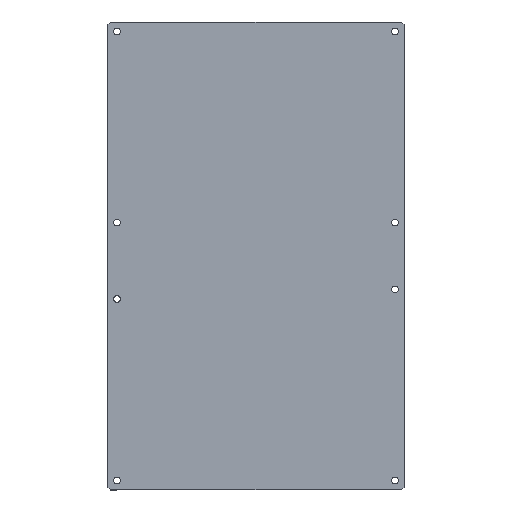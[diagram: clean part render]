
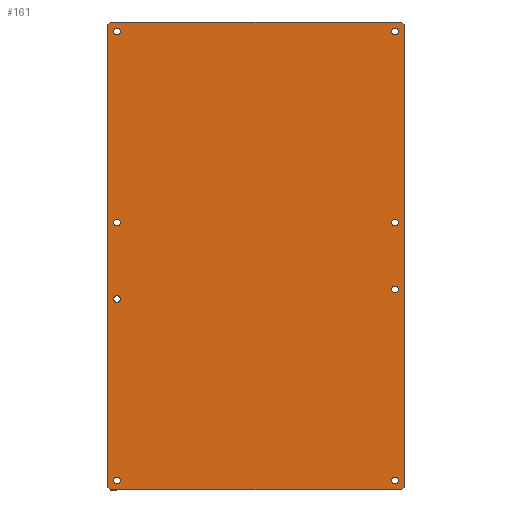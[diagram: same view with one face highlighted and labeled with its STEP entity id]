
A CAD part, top view. The second image highlights one B-rep face of the part: STEP entity #161.
In plain terms, the highlighted planar face has unit normal (0, 0, 1).
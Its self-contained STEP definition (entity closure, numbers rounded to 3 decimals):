
#103=FACE_BOUND('',#197,.T.);
#104=FACE_BOUND('',#198,.T.);
#105=FACE_BOUND('',#199,.T.);
#106=FACE_BOUND('',#200,.T.);
#107=FACE_BOUND('',#201,.T.);
#108=FACE_BOUND('',#202,.T.);
#109=FACE_BOUND('',#203,.T.);
#110=FACE_BOUND('',#204,.T.);
#111=FACE_BOUND('',#205,.T.);
#137=CIRCLE('',#440,3.5);
#138=CIRCLE('',#441,3.5);
#139=CIRCLE('',#442,3.5);
#140=CIRCLE('',#443,3.5);
#141=CIRCLE('',#444,3.5);
#142=CIRCLE('',#445,3.5);
#143=CIRCLE('',#446,3.5);
#144=CIRCLE('',#447,3.5);
#161=ADVANCED_FACE('',(#103,#104,#105,#106,#107,#108,#109,#110,#111),#179,
 .F.);
#179=PLANE('',#448);
#197=EDGE_LOOP('',(#263));
#198=EDGE_LOOP('',(#264));
#199=EDGE_LOOP('',(#265));
#200=EDGE_LOOP('',(#266));
#201=EDGE_LOOP('',(#267));
#202=EDGE_LOOP('',(#268));
#203=EDGE_LOOP('',(#269));
#204=EDGE_LOOP('',(#270));
#205=EDGE_LOOP('',(#271,#272,#273,#274,#275,#276,#277,#278));
#263=ORIENTED_EDGE('',*,*,#367,.T.);
#264=ORIENTED_EDGE('',*,*,#368,.F.);
#265=ORIENTED_EDGE('',*,*,#369,.T.);
#266=ORIENTED_EDGE('',*,*,#370,.F.);
#267=ORIENTED_EDGE('',*,*,#371,.T.);
#268=ORIENTED_EDGE('',*,*,#372,.F.);
#269=ORIENTED_EDGE('',*,*,#373,.T.);
#270=ORIENTED_EDGE('',*,*,#374,.F.);
#271=ORIENTED_EDGE('',*,*,#345,.F.);
#272=ORIENTED_EDGE('',*,*,#366,.F.);
#273=ORIENTED_EDGE('',*,*,#363,.F.);
#274=ORIENTED_EDGE('',*,*,#360,.F.);
#275=ORIENTED_EDGE('',*,*,#357,.F.);
#276=ORIENTED_EDGE('',*,*,#354,.F.);
#277=ORIENTED_EDGE('',*,*,#351,.F.);
#278=ORIENTED_EDGE('',*,*,#348,.F.);
#313=VERTEX_POINT('',#565);
#314=VERTEX_POINT('',#567);
#316=VERTEX_POINT('',#573);
#318=VERTEX_POINT('',#579);
#320=VERTEX_POINT('',#585);
#322=VERTEX_POINT('',#591);
#324=VERTEX_POINT('',#597);
#326=VERTEX_POINT('',#603);
#327=VERTEX_POINT('',#610);
#328=VERTEX_POINT('',#612);
#329=VERTEX_POINT('',#614);
#330=VERTEX_POINT('',#616);
#331=VERTEX_POINT('',#618);
#332=VERTEX_POINT('',#620);
#333=VERTEX_POINT('',#622);
#334=VERTEX_POINT('',#624);
#345=EDGE_CURVE('',#313,#314,#385,.T.);
#348=EDGE_CURVE('',#314,#316,#388,.T.);
#351=EDGE_CURVE('',#316,#318,#391,.T.);
#354=EDGE_CURVE('',#318,#320,#394,.T.);
#357=EDGE_CURVE('',#320,#322,#397,.T.);
#360=EDGE_CURVE('',#322,#324,#400,.T.);
#363=EDGE_CURVE('',#324,#326,#403,.T.);
#366=EDGE_CURVE('',#326,#313,#406,.T.);
#367=EDGE_CURVE('',#327,#327,#137,.T.);
#368=EDGE_CURVE('',#328,#328,#138,.T.);
#369=EDGE_CURVE('',#329,#329,#139,.T.);
#370=EDGE_CURVE('',#330,#330,#140,.T.);
#371=EDGE_CURVE('',#331,#331,#141,.T.);
#372=EDGE_CURVE('',#332,#332,#142,.T.);
#373=EDGE_CURVE('',#333,#333,#143,.T.);
#374=EDGE_CURVE('',#334,#334,#144,.T.);
#385=LINE('',#566,#409);
#388=LINE('',#572,#412);
#391=LINE('',#578,#415);
#394=LINE('',#584,#418);
#397=LINE('',#590,#421);
#400=LINE('',#596,#424);
#403=LINE('',#602,#427);
#406=LINE('',#607,#430);
#409=VECTOR('',#470,1.);
#412=VECTOR('',#475,1.);
#415=VECTOR('',#480,1.);
#418=VECTOR('',#485,1.);
#421=VECTOR('',#490,1.);
#424=VECTOR('',#495,1.);
#427=VECTOR('',#500,1.);
#430=VECTOR('',#505,1.);
#440=AXIS2_PLACEMENT_3D('',#609,#508,#509);
#441=AXIS2_PLACEMENT_3D('',#611,#510,#511);
#442=AXIS2_PLACEMENT_3D('',#613,#512,#513);
#443=AXIS2_PLACEMENT_3D('',#615,#514,#515);
#444=AXIS2_PLACEMENT_3D('',#617,#516,#517);
#445=AXIS2_PLACEMENT_3D('',#619,#518,#519);
#446=AXIS2_PLACEMENT_3D('',#621,#520,#521);
#447=AXIS2_PLACEMENT_3D('',#623,#522,#523);
#448=AXIS2_PLACEMENT_3D('',#625,#524,#525);
#470=DIRECTION('',(0.,1.,0.));
#475=DIRECTION('',(0.707,0.707,0.));
#480=DIRECTION('',(1.,0.,0.));
#485=DIRECTION('',(0.707,-0.707,0.));
#490=DIRECTION('',(0.,-1.,0.));
#495=DIRECTION('',(-0.707,-0.707,0.));
#500=DIRECTION('',(-1.,0.,0.));
#505=DIRECTION('',(-0.707,0.707,0.));
#508=DIRECTION('',(0.,0.,-1.));
#509=DIRECTION('',(-1.,0.,0.));
#510=DIRECTION('',(0.,0.,1.));
#511=DIRECTION('',(-1.,0.,0.));
#512=DIRECTION('',(0.,0.,-1.));
#513=DIRECTION('',(-1.,0.,0.));
#514=DIRECTION('',(0.,0.,1.));
#515=DIRECTION('',(-1.,0.,0.));
#516=DIRECTION('',(0.,0.,-1.));
#517=DIRECTION('',(-1.,0.,0.));
#518=DIRECTION('',(0.,0.,1.));
#519=DIRECTION('',(-1.,0.,0.));
#520=DIRECTION('',(0.,0.,-1.));
#521=DIRECTION('',(-1.,0.,0.));
#522=DIRECTION('',(0.,0.,1.));
#523=DIRECTION('',(-1.,0.,0.));
#524=DIRECTION('',(0.,0.,-1.));
#525=DIRECTION('',(-1.,0.,0.));
#565=CARTESIAN_POINT('',(-485.825,13.917,2.));
#566=CARTESIAN_POINT('',(-485.825,13.917,2.));
#567=CARTESIAN_POINT('',(-485.825,498.26,2.));
#572=CARTESIAN_POINT('',(-485.825,498.26,2.));
#573=CARTESIAN_POINT('',(-482.997,501.089,2.));
#578=CARTESIAN_POINT('',(-482.997,501.089,2.));
#579=CARTESIAN_POINT('',(-178.654,501.089,2.));
#584=CARTESIAN_POINT('',(-178.654,501.089,2.));
#585=CARTESIAN_POINT('',(-175.825,498.26,2.));
#590=CARTESIAN_POINT('',(-175.825,498.26,2.));
#591=CARTESIAN_POINT('',(-175.825,13.917,2.));
#596=CARTESIAN_POINT('',(-175.825,13.917,2.));
#597=CARTESIAN_POINT('',(-178.654,11.089,2.));
#602=CARTESIAN_POINT('',(-178.654,11.089,2.));
#603=CARTESIAN_POINT('',(-482.997,11.089,2.));
#607=CARTESIAN_POINT('',(-482.997,11.089,2.));
#609=CARTESIAN_POINT('',(-185.325,491.089,2.));
#610=CARTESIAN_POINT('',(-188.825,491.089,2.));
#611=CARTESIAN_POINT('',(-185.325,221.089,2.));
#612=CARTESIAN_POINT('',(-188.825,221.089,2.));
#613=CARTESIAN_POINT('',(-476.325,491.089,2.));
#614=CARTESIAN_POINT('',(-479.825,491.089,2.));
#615=CARTESIAN_POINT('',(-476.325,211.089,2.));
#616=CARTESIAN_POINT('',(-479.825,211.089,2.));
#617=CARTESIAN_POINT('',(-476.325,21.089,2.));
#618=CARTESIAN_POINT('',(-479.825,21.089,2.));
#619=CARTESIAN_POINT('',(-476.325,291.089,2.));
#620=CARTESIAN_POINT('',(-479.825,291.089,2.));
#621=CARTESIAN_POINT('',(-185.325,21.089,2.));
#622=CARTESIAN_POINT('',(-188.825,21.089,2.));
#623=CARTESIAN_POINT('',(-185.325,291.089,2.));
#624=CARTESIAN_POINT('',(-188.825,291.089,2.));
#625=CARTESIAN_POINT('',(0.,0.,2.));
